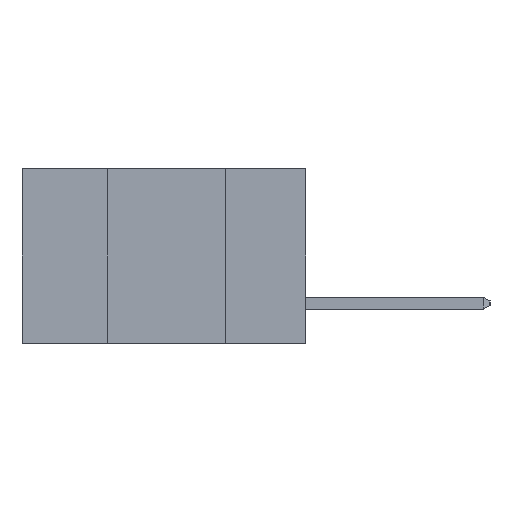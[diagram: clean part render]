
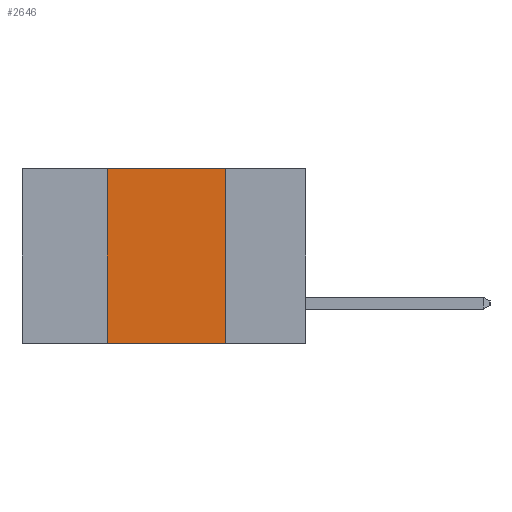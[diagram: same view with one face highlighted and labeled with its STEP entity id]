
A CAD part, left-side view. The second image highlights one B-rep face of the part: STEP entity #2646.
In plain terms, the highlighted planar face has unit normal (-1, 0, 0).
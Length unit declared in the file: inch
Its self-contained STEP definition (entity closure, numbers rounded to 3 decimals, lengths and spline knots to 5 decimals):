
#1040 = EDGE_CURVE ( 'NONE', #13393, #4361, #3198, .T. ) ;
#1114 = EDGE_LOOP ( 'NONE', ( #12183, #4660, #8790, #12031 ) ) ;
#1229 = VECTOR ( 'NONE', #11182, 39.37008 ) ;
#1506 = VECTOR ( 'NONE', #9235, 39.37008 ) ;
#1571 = CARTESIAN_POINT ( 'NONE',  ( 0., 0.6, 0. ) ) ;
#1756 = DIRECTION ( 'NONE',  ( 0., -1., 0. ) ) ;
#2110 = PLANE ( 'NONE',  #9023 ) ;
#2231 = DIRECTION ( 'NONE',  ( 0., 0., -1. ) ) ;
#2646 = ADVANCED_FACE ( 'NONE', ( #14490 ), #2110, .F. ) ;
#2947 = EDGE_CURVE ( 'NONE', #10767, #7561, #10693, .T. ) ;
#3198 = LINE ( 'NONE', #13626, #5560 ) ;
#3255 = DIRECTION ( 'NONE',  ( 1., 0., 0. ) ) ;
#3258 = CARTESIAN_POINT ( 'NONE',  ( 0., 0.6, 0. ) ) ;
#4361 = VERTEX_POINT ( 'NONE', #10289 ) ;
#4660 = ORIENTED_EDGE ( 'NONE', *, *, #5958, .F. ) ;
#4734 = CARTESIAN_POINT ( 'NONE',  ( 0., 0.17, 0. ) ) ;
#5560 = VECTOR ( 'NONE', #9937, 39.37008 ) ;
#5958 = EDGE_CURVE ( 'NONE', #7561, #13393, #8970, .T. ) ;
#7561 = VERTEX_POINT ( 'NONE', #13532 ) ;
#8420 = CARTESIAN_POINT ( 'NONE',  ( 0., 0.42, -0.37 ) ) ;
#8790 = ORIENTED_EDGE ( 'NONE', *, *, #2947, .F. ) ;
#8970 = LINE ( 'NONE', #1571, #9324 ) ;
#9023 = AXIS2_PLACEMENT_3D ( 'NONE', #3258, #3255, #2231 ) ;
#9235 = DIRECTION ( 'NONE',  ( 0., 0., 1. ) ) ;
#9324 = VECTOR ( 'NONE', #1756, 39.37008 ) ;
#9937 = DIRECTION ( 'NONE',  ( 0., 0., -1. ) ) ;
#10015 = CARTESIAN_POINT ( 'NONE',  ( 0., 0.42, -0.37 ) ) ;
#10289 = CARTESIAN_POINT ( 'NONE',  ( 0., 0.17, -0.37 ) ) ;
#10474 = EDGE_CURVE ( 'NONE', #10767, #4361, #14032, .T. ) ;
#10693 = LINE ( 'NONE', #10015, #1506 ) ;
#10767 = VERTEX_POINT ( 'NONE', #8420 ) ;
#11182 = DIRECTION ( 'NONE',  ( 0., -1., 0. ) ) ;
#12031 = ORIENTED_EDGE ( 'NONE', *, *, #10474, .T. ) ;
#12183 = ORIENTED_EDGE ( 'NONE', *, *, #1040, .F. ) ;
#13378 = CARTESIAN_POINT ( 'NONE',  ( 0., 0.6, -0.37 ) ) ;
#13393 = VERTEX_POINT ( 'NONE', #4734 ) ;
#13532 = CARTESIAN_POINT ( 'NONE',  ( 0., 0.42, 0. ) ) ;
#13626 = CARTESIAN_POINT ( 'NONE',  ( 0., 0.17, -0.37 ) ) ;
#14032 = LINE ( 'NONE', #13378, #1229 ) ;
#14490 = FACE_OUTER_BOUND ( 'NONE', #1114, .T. ) ;
